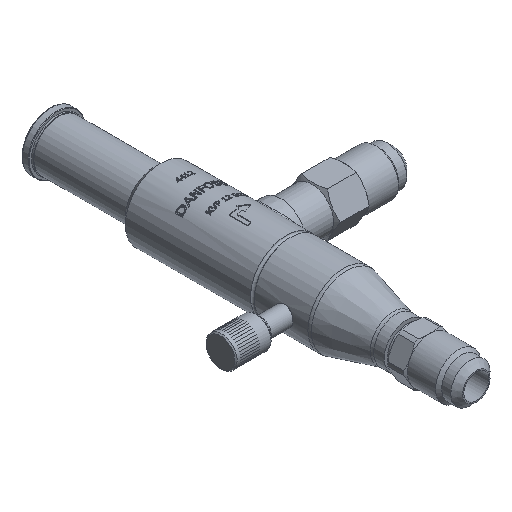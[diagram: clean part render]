
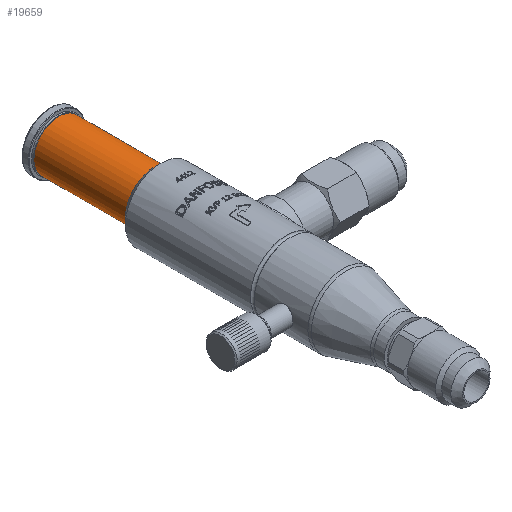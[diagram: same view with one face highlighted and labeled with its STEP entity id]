
A CAD part, isometric view. The second image highlights one B-rep face of the part: STEP entity #19659.
In plain terms, the highlighted cylindrical face has radius 10.5 mm (diameter 21 mm), a full revolution.
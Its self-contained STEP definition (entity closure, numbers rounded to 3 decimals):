
#19519=CARTESIAN_POINT('',(10.5,40.5,0.));
#19520=VERTEX_POINT('',#19519);
#19521=CARTESIAN_POINT('',(0.,40.5,0.));
#19522=DIRECTION('',(0.0,-1.0,0.0));
#19523=DIRECTION('',(1.0,0.0,0.0));
#19524=AXIS2_PLACEMENT_3D('',#19521,#19522,#19523);
#19525=CIRCLE('',#19524,10.5);
#19526=EDGE_CURVE('',#19520,#19520,#19525,.T.);
#19640=CARTESIAN_POINT('',(0.,20.96,0.));
#19641=DIRECTION('',(0.,-1.0,0.));
#19642=DIRECTION('',(1.0,0.0,0.0));
#19643=AXIS2_PLACEMENT_3D('',#19640,#19641,#19642);
#19644=CYLINDRICAL_SURFACE('',#19643,10.5);
#19645=CARTESIAN_POINT('',(10.5,1.42,0.));
#19646=VERTEX_POINT('',#19645);
#19647=CARTESIAN_POINT('',(0.,1.42,0.));
#19648=DIRECTION('',(0.0,-1.0,0.0));
#19649=DIRECTION('',(1.0,0.0,0.0));
#19650=AXIS2_PLACEMENT_3D('',#19647,#19648,#19649);
#19651=CIRCLE('',#19650,10.5);
#19652=EDGE_CURVE('',#19646,#19646,#19651,.T.);
#19653=ORIENTED_EDGE('',*,*,#19652,.F.);
#19654=EDGE_LOOP('',(#19653));
#19655=FACE_OUTER_BOUND('',#19654,.T.);
#19656=ORIENTED_EDGE('',*,*,#19526,.T.);
#19657=EDGE_LOOP('',(#19656));
#19658=FACE_BOUND('',#19657,.T.);
#19659=ADVANCED_FACE('',(#19655,#19658),#19644,.T.);
